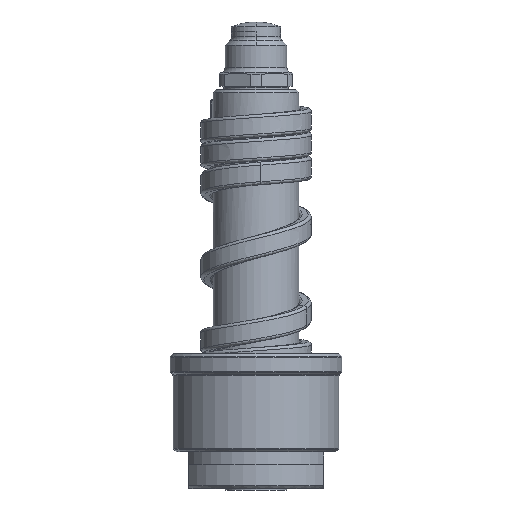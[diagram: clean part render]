
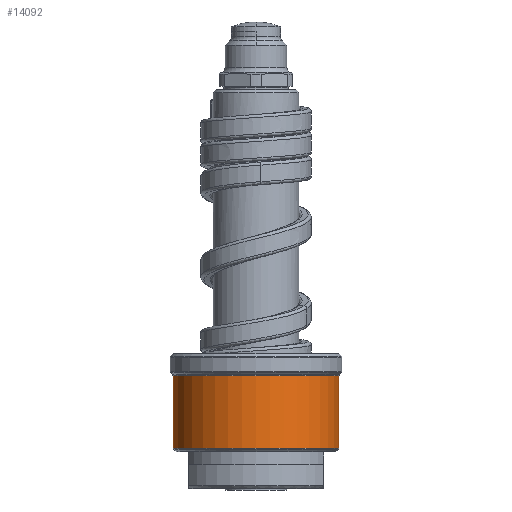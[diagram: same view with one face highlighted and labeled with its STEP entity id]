
A CAD part, front view. The second image highlights one B-rep face of the part: STEP entity #14092.
In plain terms, the highlighted cylindrical face has radius 13.5 mm (diameter 27 mm), a partial arc.
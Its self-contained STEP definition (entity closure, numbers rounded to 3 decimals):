
#4482=CARTESIAN_POINT('',(0.,0.,6.582));
#4483=DIRECTION('',(0.,0.,1.));
#4484=DIRECTION('',(-1.,0.,0.));
#4485=AXIS2_PLACEMENT_3D('',#4482,#4483,#4484);
#4487=DIRECTION('',(0.,0.,-1.));
#4488=VECTOR('',#4487,11.835);
#4489=CARTESIAN_POINT('',(-13.5,0.,18.417));
#4490=LINE('',#4489,#4488);
#4491=CARTESIAN_POINT('',(0.,0.,18.417));
#4492=DIRECTION('',(0.,0.,1.));
#4493=DIRECTION('',(-1.,0.,0.));
#4494=AXIS2_PLACEMENT_3D('',#4491,#4492,#4493);
#4496=DIRECTION('',(0.,0.,-1.));
#4497=VECTOR('',#4496,11.835);
#4498=CARTESIAN_POINT('',(13.5,0.,18.417));
#4499=LINE('',#4498,#4497);
#6455=CARTESIAN_POINT('',(13.5,0.,18.417));
#6456=CARTESIAN_POINT('',(-13.5,0.,18.417));
#6457=VERTEX_POINT('',#6455);
#6458=VERTEX_POINT('',#6456);
#6481=CARTESIAN_POINT('',(13.5,0.,6.582));
#6482=VERTEX_POINT('',#6481);
#6483=CARTESIAN_POINT('',(-13.5,0.,6.582));
#6484=VERTEX_POINT('',#6483);
#14080=CARTESIAN_POINT('',(0.,0.,5.2));
#14081=DIRECTION('',(0.,0.,1.));
#14082=DIRECTION('',(-1.,0.,0.));
#14083=AXIS2_PLACEMENT_3D('',#14080,#14081,#14082);
#14084=CYLINDRICAL_SURFACE('',#14083,13.5);
#14085=ORIENTED_EDGE('',*,*,#14037,.F.);
#14086=ORIENTED_EDGE('',*,*,#14071,.F.);
#14088=ORIENTED_EDGE('',*,*,#14087,.T.);
#14089=ORIENTED_EDGE('',*,*,#14067,.T.);
#14090=EDGE_LOOP('',(#14085,#14086,#14088,#14089));
#14091=FACE_OUTER_BOUND('',#14090,.F.);
#4486=CIRCLE('',#4485,13.5);
#4495=CIRCLE('',#4494,13.5);
#14037=EDGE_CURVE('',#6484,#6482,#4486,.T.);
#14067=EDGE_CURVE('',#6457,#6482,#4499,.T.);
#14071=EDGE_CURVE('',#6458,#6484,#4490,.T.);
#14087=EDGE_CURVE('',#6458,#6457,#4495,.T.);
#14092=ADVANCED_FACE('',(#14091),#14084,.T.);
